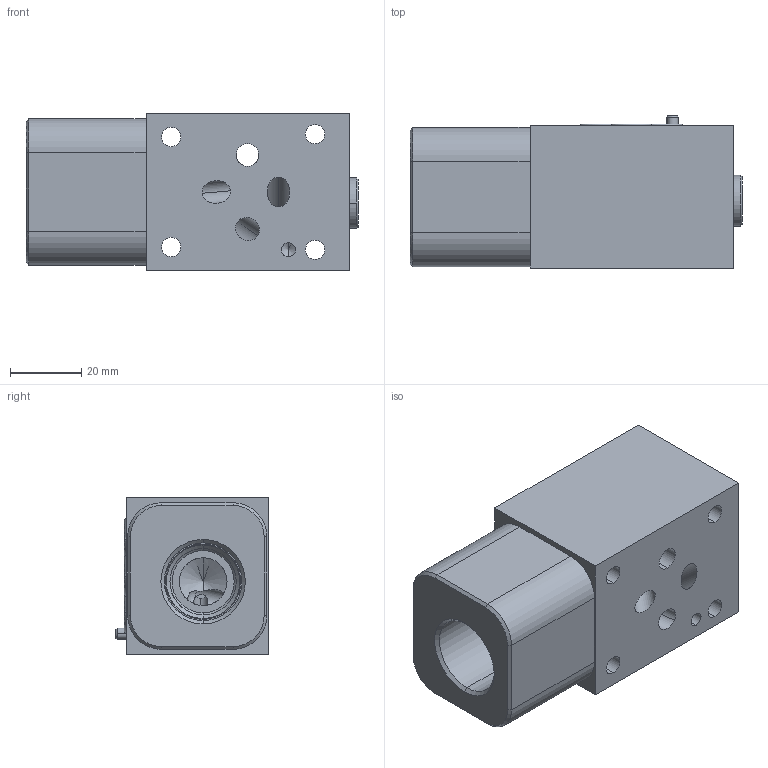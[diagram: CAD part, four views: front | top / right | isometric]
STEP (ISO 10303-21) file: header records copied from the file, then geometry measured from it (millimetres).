
FILE_DESCRIPTION((''),'2;1');
FILE_NAME('X2V_ASM','2020-05-27T',('ProEService'),(''),'PRO/ENGINEER BY PARAMETRIC TECHNOLOGY CORPORATION, 2014200','PRO/ENGINEER BY PARAMETRIC TECHNOLOGY CORPORATION, 2014200','');
FILE_SCHEMA(('CONFIG_CONTROL_DESIGN'));
Length unit declared in the file: inch
Products named in the file (6): 157-074-002; A330-006-004; 500-001-012; 811-001-006; 850-004-218; X2V_ASM
Assembly tree (8 placements, depth 2):
  X2V_ASM
    157-074-002
    A330-006-004
    500-001-012  x4
    811-001-006
    850-004-218
Bounding box: 93.45 x 42.93 x 44.45 mm (x, y, z)
Volume: 124489.2 mm3; surface area: 31351.8 mm2
Topology: 7 solids, 7 shells, 200 faces, 714 edges, 650 vertices
Faces by surface type: cylinder 75, plane 51, cone 44, revolution 16, sphere 12, torus 2
Entity records: 8897 total; most frequent: CARTESIAN_POINT 3117, DIRECTION 1208, ORIENTED_EDGE 922, EDGE_CURVE 461, VECTOR 410, LINE 410, AXIS2_PLACEMENT_3D 397, VERTEX_POINT 292
